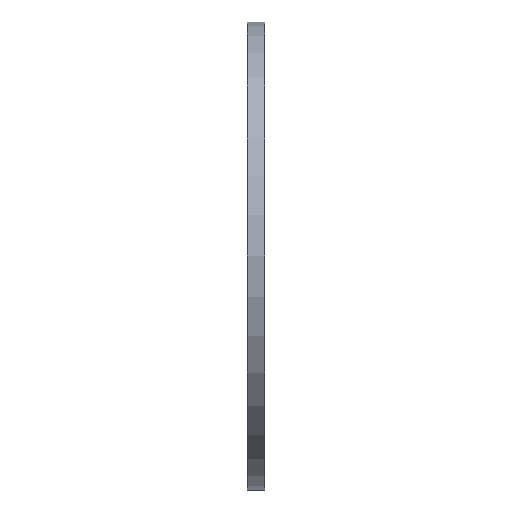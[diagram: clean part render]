
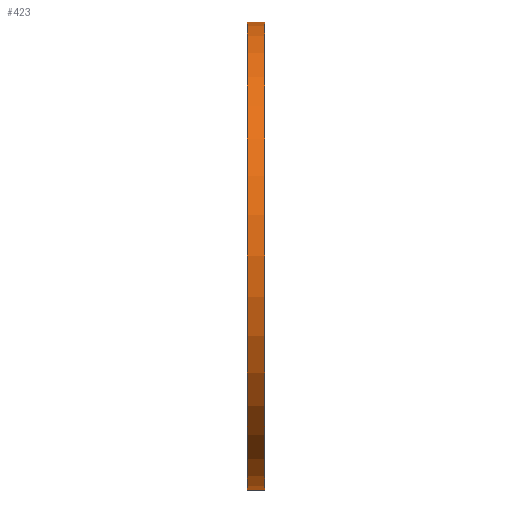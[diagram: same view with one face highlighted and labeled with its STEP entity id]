
A CAD part, left-side view. The second image highlights one B-rep face of the part: STEP entity #423.
In plain terms, the highlighted cylindrical face has radius 21.171 mm (diameter 42.343 mm), a partial arc.
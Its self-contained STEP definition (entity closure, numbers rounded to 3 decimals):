
#22 = CARTESIAN_POINT ( 'NONE',  ( -98.933, 0., 64.075 ) ) ;
#115 = LINE ( 'NONE', #1489, #555 ) ;
#119 = CIRCLE ( 'NONE', #973, 21.171 ) ;
#148 = EDGE_CURVE ( 'NONE', #956, #1093, #1499, .T. ) ;
#161 = DIRECTION ( 'NONE',  ( 0., 0., 1. ) ) ;
#166 = DIRECTION ( 'NONE',  ( 0., 1., 0. ) ) ;
#199 = DIRECTION ( 'NONE',  ( 0., -1., 0. ) ) ;
#295 = ORIENTED_EDGE ( 'NONE', *, *, #1823, .T. ) ;
#313 = AXIS2_PLACEMENT_3D ( 'NONE', #1483, #199, #644 ) ;
#347 = EDGE_CURVE ( 'NONE', #1093, #1525, #115, .T. ) ;
#423 = ADVANCED_FACE ( 'NONE', ( #695 ), #788, .T. ) ;
#425 = ORIENTED_EDGE ( 'NONE', *, *, #1009, .T. ) ;
#434 = DIRECTION ( 'NONE',  ( 0., 0., 1. ) ) ;
#515 = DIRECTION ( 'NONE',  ( 0., -1., 0. ) ) ;
#555 = VECTOR ( 'NONE', #515, 1000. ) ;
#569 = CARTESIAN_POINT ( 'NONE',  ( -98.933, 1.587, 42.903 ) ) ;
#640 = ORIENTED_EDGE ( 'NONE', *, *, #347, .F. ) ;
#644 = DIRECTION ( 'NONE',  ( 0., 0., -1. ) ) ;
#695 = FACE_OUTER_BOUND ( 'NONE', #1067, .T. ) ;
#788 = CYLINDRICAL_SURFACE ( 'NONE', #313, 21.171 ) ;
#842 = DIRECTION ( 'NONE',  ( 0., -1., 0. ) ) ;
#902 = CARTESIAN_POINT ( 'NONE',  ( -98.933, 0., 85.246 ) ) ;
#956 = VERTEX_POINT ( 'NONE', #569 ) ;
#973 = AXIS2_PLACEMENT_3D ( 'NONE', #22, #166, #161 ) ;
#976 = AXIS2_PLACEMENT_3D ( 'NONE', #988, #1419, #434 ) ;
#988 = CARTESIAN_POINT ( 'NONE',  ( -98.933, 1.587, 64.075 ) ) ;
#1009 = EDGE_CURVE ( 'NONE', #1700, #1525, #119, .T. ) ;
#1067 = EDGE_LOOP ( 'NONE', ( #640, #1774, #295, #425 ) ) ;
#1093 = VERTEX_POINT ( 'NONE', #1302 ) ;
#1237 = CARTESIAN_POINT ( 'NONE',  ( -98.933, 0., 42.903 ) ) ;
#1302 = CARTESIAN_POINT ( 'NONE',  ( -98.933, 1.587, 85.246 ) ) ;
#1419 = DIRECTION ( 'NONE',  ( 0., 1., 0. ) ) ;
#1483 = CARTESIAN_POINT ( 'NONE',  ( -98.933, 1.587, 64.075 ) ) ;
#1489 = CARTESIAN_POINT ( 'NONE',  ( -98.933, 1.587, 85.246 ) ) ;
#1499 = CIRCLE ( 'NONE', #976, 21.171 ) ;
#1525 = VERTEX_POINT ( 'NONE', #902 ) ;
#1530 = CARTESIAN_POINT ( 'NONE',  ( -98.933, 1.587, 42.903 ) ) ;
#1647 = LINE ( 'NONE', #1530, #1821 ) ;
#1700 = VERTEX_POINT ( 'NONE', #1237 ) ;
#1774 = ORIENTED_EDGE ( 'NONE', *, *, #148, .F. ) ;
#1821 = VECTOR ( 'NONE', #842, 1000. ) ;
#1823 = EDGE_CURVE ( 'NONE', #956, #1700, #1647, .T. ) ;
